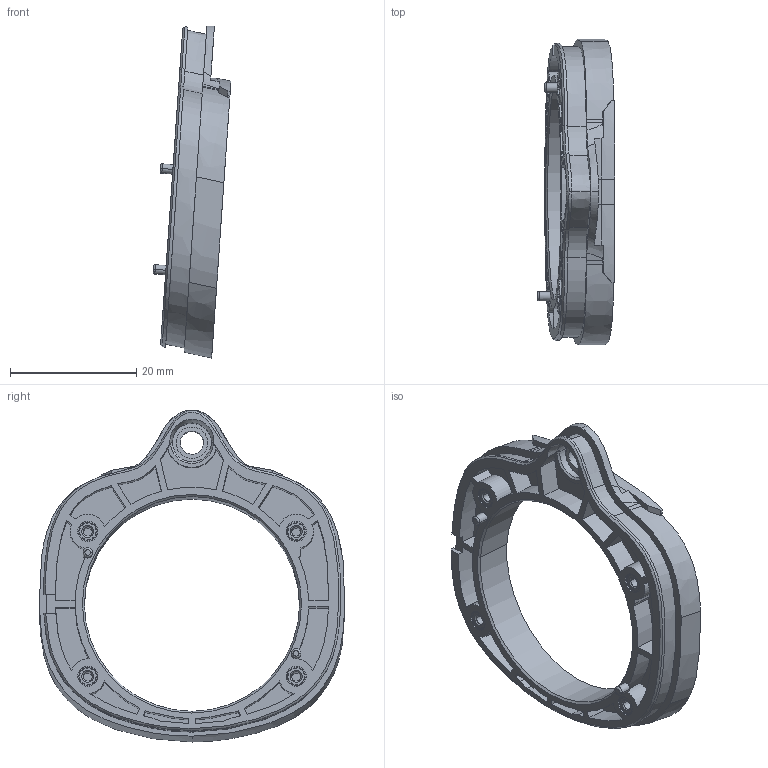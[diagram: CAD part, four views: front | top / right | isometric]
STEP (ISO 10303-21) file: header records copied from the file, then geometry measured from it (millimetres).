
FILE_DESCRIPTION((''),'2;1');
FILE_NAME('01-1-QIANKE_ASM','2025-05-28T13:38:03',('lishuaijun5'),(''),'CREO PARAMETRIC BY PTC INC, 2020044','CREO PARAMETRIC BY PTC INC, 2020044','');
FILE_SCHEMA(('AUTOMOTIVE_DESIGN { 1 0 10303 214 1 1 1 1 }'));
Length unit declared in the file: millimetre
Products named in the file (3): 01-1-QIANKE; M2-4_HT; 01-1-QIANKE_ASM
Assembly tree (5 placements, depth 2):
  01-1-QIANKE_ASM
    01-1-QIANKE
    M2-4_HT  x4
Bounding box: 12.34 x 48.39 x 52.58 mm (x, y, z)
Volume: 5007.1 mm3; surface area: 5624.6 mm2
Topology: 5 solids, 5 shells, 678 faces, 1904 edges, 1258 vertices
Faces by surface type: cylinder 226, plane 200, bspline 186, extrusion 42, cone 20, torus 4
Entity records: 16909 total; most frequent: CARTESIAN_POINT 6694, ORIENTED_EDGE 1744, DIRECTION 1193, PRESENTATION_STYLE_ASSIGNMENT 874, STYLED_ITEM 874, CURVE_STYLE 872, EDGE_CURVE 872, VERTEX_POINT 574
